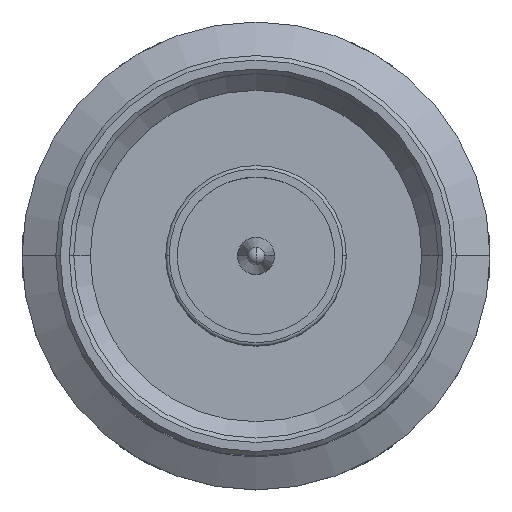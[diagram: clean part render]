
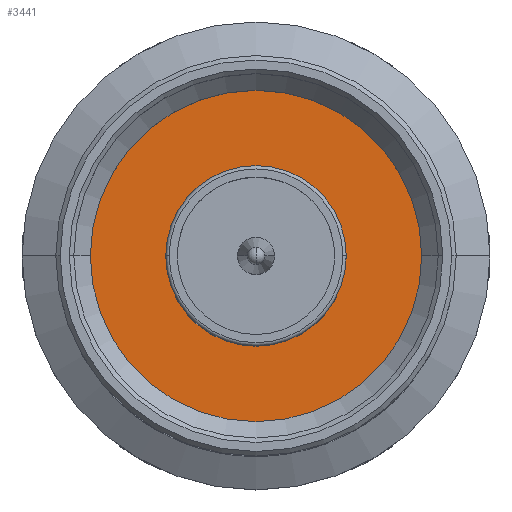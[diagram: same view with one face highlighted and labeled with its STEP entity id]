
A CAD part, top view. The second image highlights one B-rep face of the part: STEP entity #3441.
In plain terms, the highlighted planar face has unit normal (0, 0, 1).
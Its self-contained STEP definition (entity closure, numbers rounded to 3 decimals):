
#58 = ORIENTED_EDGE ( 'NONE', *, *, #3458, .T. ) ;
#1488 = CARTESIAN_POINT ( 'NONE',  ( 0., 0., -5.002 ) ) ;
#1666 = AXIS2_PLACEMENT_3D ( 'NONE', #8582, #21506, #23041 ) ;
#2319 = CARTESIAN_POINT ( 'NONE',  ( 0., 0., -5.002 ) ) ;
#3411 = CARTESIAN_POINT ( 'NONE',  ( -7.366, 0., -5.002 ) ) ;
#3441 = ADVANCED_FACE ( 'NONE', ( #10086, #23079 ), #11715, .F. ) ;
#3458 = EDGE_CURVE ( 'NONE', #7206, #20108, #22483, .T. ) ;
#3546 = CARTESIAN_POINT ( 'NONE',  ( -4.01, 0., -5.002 ) ) ;
#4206 = DIRECTION ( 'NONE',  ( 0., 0., -1. ) ) ;
#4857 = VERTEX_POINT ( 'NONE', #3411 ) ;
#6424 = CARTESIAN_POINT ( 'NONE',  ( 4.01, 0., -5.002 ) ) ;
#6435 = DIRECTION ( 'NONE',  ( -1., 0., 0. ) ) ;
#6442 = ORIENTED_EDGE ( 'NONE', *, *, #16720, .T. ) ;
#6740 = CARTESIAN_POINT ( 'NONE',  ( 7.366, 0., -5.002 ) ) ;
#7206 = VERTEX_POINT ( 'NONE', #3546 ) ;
#7884 = EDGE_CURVE ( 'NONE', #20108, #7206, #24016, .T. ) ;
#8239 = AXIS2_PLACEMENT_3D ( 'NONE', #2319, #4206, #17147 ) ;
#8582 = CARTESIAN_POINT ( 'NONE',  ( 0., 0., -5.002 ) ) ;
#10086 = FACE_BOUND ( 'NONE', #18026, .T. ) ;
#10644 = CIRCLE ( 'NONE', #1666, 7.366 ) ;
#10834 = DIRECTION ( 'NONE',  ( 0., 0., -1. ) ) ;
#11173 = CIRCLE ( 'NONE', #18852, 7.366 ) ;
#11553 = DIRECTION ( 'NONE',  ( 0., 0., 1. ) ) ;
#11715 = PLANE ( 'NONE',  #13934 ) ;
#11907 = ORIENTED_EDGE ( 'NONE', *, *, #7884, .T. ) ;
#13934 = AXIS2_PLACEMENT_3D ( 'NONE', #1488, #10834, #6435 ) ;
#15326 = DIRECTION ( 'NONE',  ( -1., 0., 0. ) ) ;
#15803 = VERTEX_POINT ( 'NONE', #6740 ) ;
#16720 = EDGE_CURVE ( 'NONE', #15803, #4857, #10644, .T. ) ;
#17147 = DIRECTION ( 'NONE',  ( -1., 0., 0. ) ) ;
#18026 = EDGE_LOOP ( 'NONE', ( #11907, #58 ) ) ;
#18662 = EDGE_LOOP ( 'NONE', ( #22552, #6442 ) ) ;
#18852 = AXIS2_PLACEMENT_3D ( 'NONE', #22594, #11553, #15326 ) ;
#20108 = VERTEX_POINT ( 'NONE', #6424 ) ;
#21506 = DIRECTION ( 'NONE',  ( 0., 0., 1. ) ) ;
#22050 = DIRECTION ( 'NONE',  ( 0., 0., -1. ) ) ;
#22125 = DIRECTION ( 'NONE',  ( -1., 0., 0. ) ) ;
#22483 = CIRCLE ( 'NONE', #23396, 4.01 ) ;
#22552 = ORIENTED_EDGE ( 'NONE', *, *, #22621, .T. ) ;
#22594 = CARTESIAN_POINT ( 'NONE',  ( 0., 0., -5.002 ) ) ;
#22621 = EDGE_CURVE ( 'NONE', #4857, #15803, #11173, .T. ) ;
#23041 = DIRECTION ( 'NONE',  ( -1., 0., 0. ) ) ;
#23079 = FACE_OUTER_BOUND ( 'NONE', #18662, .T. ) ;
#23396 = AXIS2_PLACEMENT_3D ( 'NONE', #23758, #22050, #22125 ) ;
#23758 = CARTESIAN_POINT ( 'NONE',  ( 0., 0., -5.002 ) ) ;
#24016 = CIRCLE ( 'NONE', #8239, 4.01 ) ;
